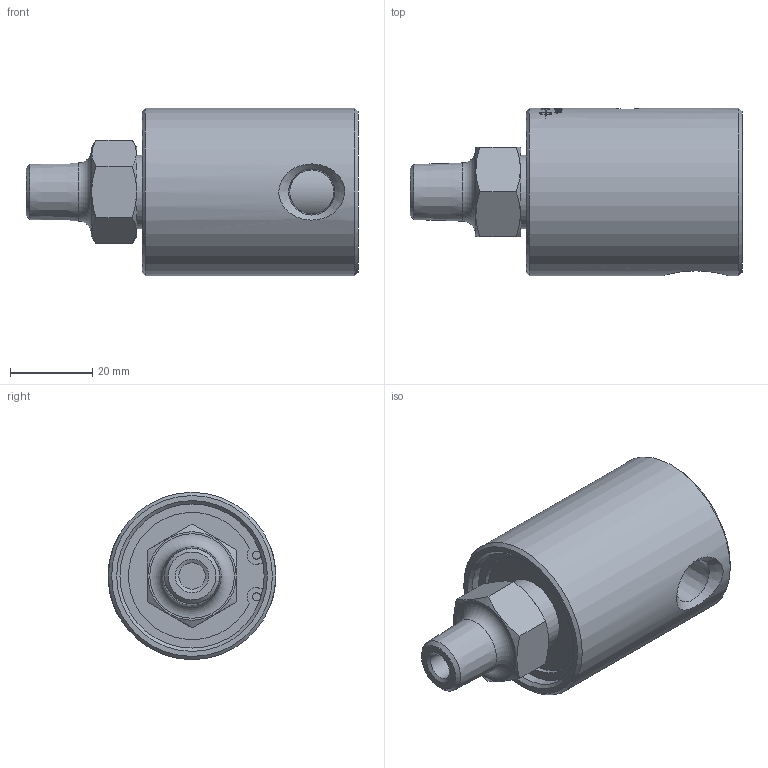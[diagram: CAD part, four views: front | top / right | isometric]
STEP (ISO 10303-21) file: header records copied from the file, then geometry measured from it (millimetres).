
FILE_DESCRIPTION(/* description */ (''),/* implementation_level */ '2;1');
FILE_NAME(/* name */ '1102-070-081-IC.stp',/* time_stamp */ '2020-05-13T15:48:30-05:00',/* author */ ('Moorera'),/* organization */ (''),/* preprocessor_version */ 'ST-DEVELOPER v18.1',/* originating_system */ 'Autodesk Inventor 2020',/* authorisation */ '');
FILE_SCHEMA (('AUTOMOTIVE_DESIGN { 1 0 10303 214 3 1 1 }'));
Products named in the file (1): 1102-070-081-IC
Bounding box: 80.73 x 40.73 x 40.71 mm (x, y, z)
Volume: 70232.5 mm3; surface area: 12907 mm2
Topology: 1 solids, 2 shells, 331 faces, 862 edges, 580 vertices
Faces by surface type: bspline 167, plane 101, cylinder 50, cone 11, sphere 1, torus 1
Full cylindrical faces by diameter (mm): 1.981 x2, 4.7 x1, 5.75 x1, 6 x1, 6.4 x1, 10.719 x1, 17.85 x1, 35.05 x1, 40.71 x1
Entity records: 50511 total; most frequent: CARTESIAN_POINT 43055, ORIENTED_EDGE 1724, DIRECTION 1129, EDGE_CURVE 862, VERTEX_POINT 580, AXIS2_PLACEMENT_3D 403, EDGE_LOOP 376, FACE_OUTER_BOUND 331
